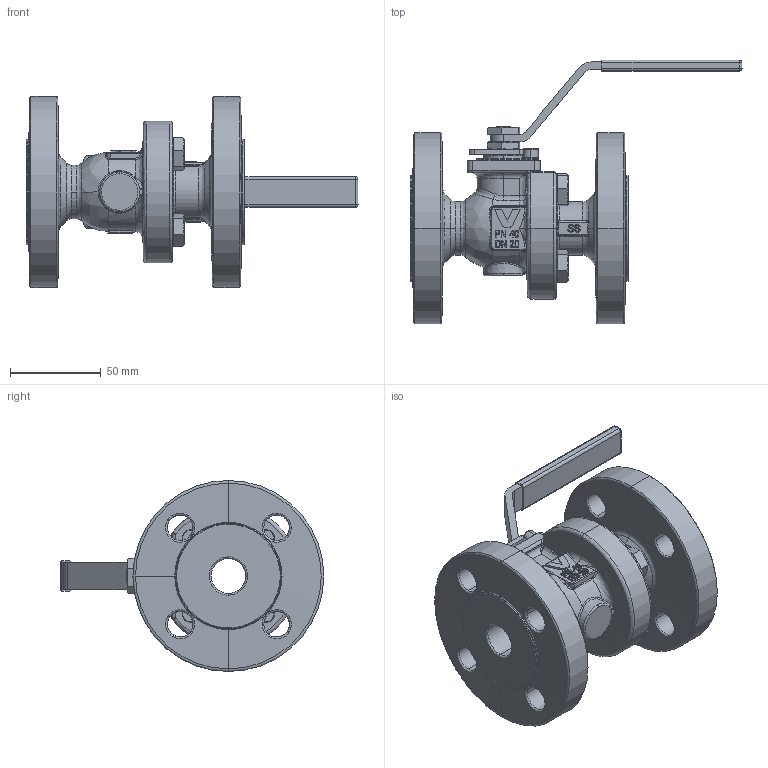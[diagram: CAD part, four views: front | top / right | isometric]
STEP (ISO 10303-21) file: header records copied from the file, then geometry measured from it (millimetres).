
FILE_DESCRIPTION (( 'STEP AP214' ), '1' );
FILE_NAME ('76000005.STEP', '2013-04-02T14:42:47', ( 'Xeon' ), ( '' ), 'SwSTEP 2.0', 'SolidWorks 2010', '' );
FILE_SCHEMA (( 'AUTOMOTIVE_DESIGN' ));
Length unit declared in the file: millimetre
Products named in the file (1): 76000005
Bounding box: 182.5 x 145 x 105 mm (x, y, z)
Volume: 431874.3 mm3; surface area: 103206.4 mm2
Topology: 13 solids, 13 shells, 1151 faces, 2920 edges, 1822 vertices
Faces by surface type: bspline 401, plane 371, cylinder 229, cone 150
Entity records: 71867 total; most frequent: CARTESIAN_POINT 42340, ORIENTED_EDGE 5796, DIRECTION 4242, EDGE_CURVE 2898, VERTEX_POINT 1822, AXIS2_PLACEMENT_3D 1571, EDGE_LOOP 1254, FACE_OUTER_BOUND 1151
